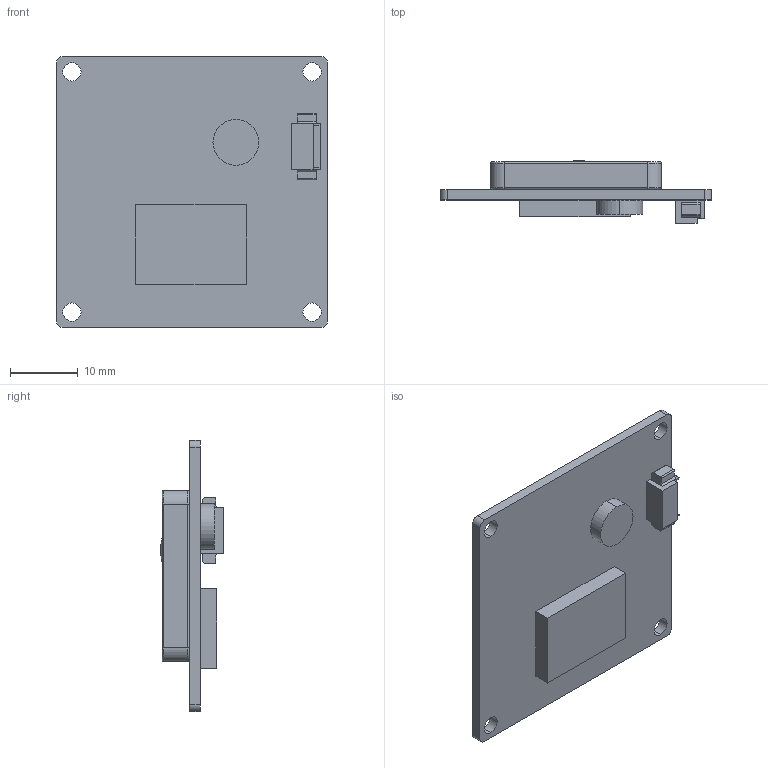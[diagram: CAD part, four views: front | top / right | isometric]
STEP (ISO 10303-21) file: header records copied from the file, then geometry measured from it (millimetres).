
FILE_DESCRIPTION (( 'STEP AP214' ), '1' );
FILE_NAME ('Crius NEO-6 GPS v3.STEP', '2015-04-08T13:14:20', ( '' ), ( '' ), 'SwSTEP 2.0', 'SolidWorks 2015', '' );
FILE_SCHEMA (( 'AUTOMOTIVE_DESIGN' ));
Length unit declared in the file: millimetre
Products named in the file (1): Crius NEO-6 GPS v3
Bounding box: 40 x 9.2 x 40 mm (x, y, z)
Volume: 5503.4 mm3; surface area: 5876.6 mm2
Topology: 5 solids, 5 shells, 161 faces, 410 edges, 268 vertices
Faces by surface type: plane 69, bspline 54, cylinder 28, torus 8, cone 2
Entity records: 7296 total; most frequent: CARTESIAN_POINT 3382, ORIENTED_EDGE 820, DIRECTION 586, EDGE_CURVE 410, VERTEX_POINT 268, VECTOR 234, LINE 234, EDGE_LOOP 178
